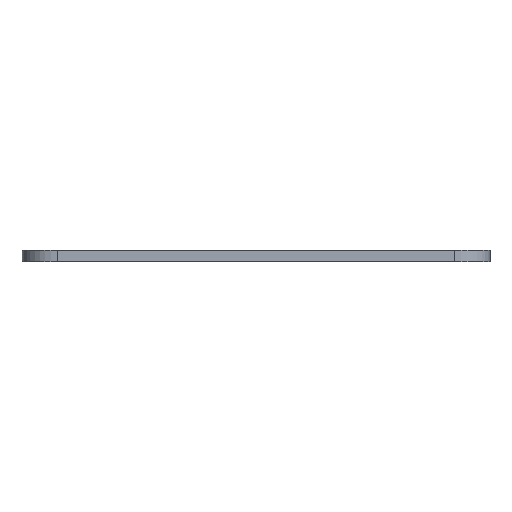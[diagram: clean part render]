
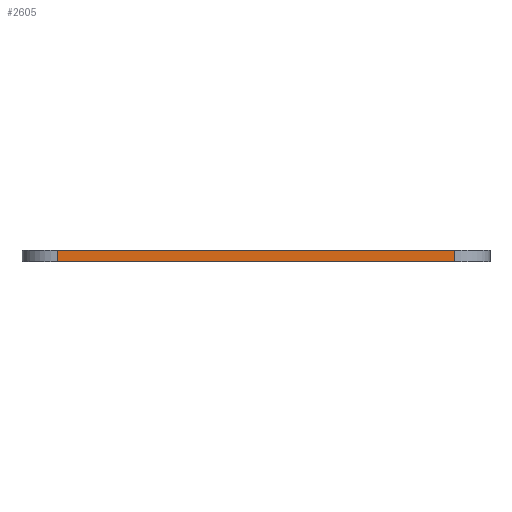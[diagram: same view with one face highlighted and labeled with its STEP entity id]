
A CAD part, left-side view. The second image highlights one B-rep face of the part: STEP entity #2605.
In plain terms, the highlighted planar face has unit normal (-1, 0, 0).
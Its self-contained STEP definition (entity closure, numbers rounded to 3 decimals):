
#225=FACE_OUTER_BOUND('',#351,.T.);
#351=EDGE_LOOP('',(#2128,#2129,#2130,#2131));
#593=LINE('',#4001,#917);
#689=LINE('',#4204,#1013);
#690=LINE('',#4207,#1014);
#691=LINE('',#4208,#1015);
#917=VECTOR('',#3279,10.);
#1013=VECTOR('',#3453,10.);
#1014=VECTOR('',#3458,10.);
#1015=VECTOR('',#3459,10.);
#1192=VERTEX_POINT('',#3994);
#1195=VERTEX_POINT('',#3999);
#1262=VERTEX_POINT('',#4201);
#1263=VERTEX_POINT('',#4203);
#1531=EDGE_CURVE('',#1195,#1192,#593,.T.);
#1632=EDGE_CURVE('',#1263,#1262,#689,.T.);
#1634=EDGE_CURVE('',#1262,#1192,#690,.T.);
#1635=EDGE_CURVE('',#1195,#1263,#691,.T.);
#2128=ORIENTED_EDGE('',*,*,#1634,.T.);
#2129=ORIENTED_EDGE('',*,*,#1531,.F.);
#2130=ORIENTED_EDGE('',*,*,#1635,.T.);
#2131=ORIENTED_EDGE('',*,*,#1632,.T.);
#2479=PLANE('',#2787);
#2605=ADVANCED_FACE('',(#225),#2479,.T.);
#2787=AXIS2_PLACEMENT_3D('',#4206,#3456,#3457);
#3279=DIRECTION('',(0.,0.,1.));
#3453=DIRECTION('',(0.,0.,1.));
#3456=DIRECTION('center_axis',(-1.,0.,0.));
#3457=DIRECTION('ref_axis',(0.,0.,1.));
#3458=DIRECTION('',(0.,1.,0.));
#3459=DIRECTION('',(0.,-1.,0.));
#3994=CARTESIAN_POINT('',(-20.,17.,1.));
#3999=CARTESIAN_POINT('',(-20.,17.,0.));
#4001=CARTESIAN_POINT('',(-20.,17.,0.));
#4201=CARTESIAN_POINT('',(-20.,-17.,1.));
#4203=CARTESIAN_POINT('',(-20.,-17.,0.));
#4204=CARTESIAN_POINT('',(-20.,-17.,0.));
#4206=CARTESIAN_POINT('Origin',(-20.,-17.,0.));
#4207=CARTESIAN_POINT('',(-20.,17.,1.));
#4208=CARTESIAN_POINT('',(-20.,17.,0.));
